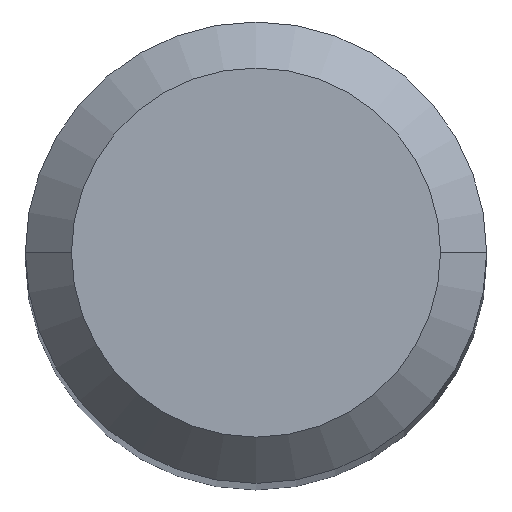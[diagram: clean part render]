
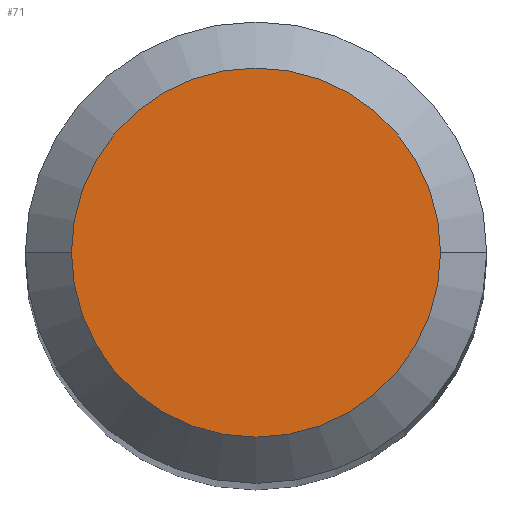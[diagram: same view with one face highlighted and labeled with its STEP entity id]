
A CAD part, top view. The second image highlights one B-rep face of the part: STEP entity #71.
In plain terms, the highlighted planar face has unit normal (0, 0, 1).
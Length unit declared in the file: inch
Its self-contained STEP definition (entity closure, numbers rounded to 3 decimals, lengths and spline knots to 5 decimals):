
#2 = DIRECTION ( 'NONE',  ( 1., 0., 0. ) ) ;
#23 = CARTESIAN_POINT ( 'NONE',  ( 0., 0., 0. ) ) ;
#43 = CARTESIAN_POINT ( 'NONE',  ( 0., 0., 0. ) ) ;
#56 = CARTESIAN_POINT ( 'NONE',  ( -0.04724, 0., 0. ) ) ;
#71 = ADVANCED_FACE ( 'NONE', ( #414 ), #382, .F. ) ;
#91 = VERTEX_POINT ( 'NONE', #56 ) ;
#110 = DIRECTION ( 'NONE',  ( 0., 0., 1. ) ) ;
#123 = DIRECTION ( 'NONE',  ( -1., 0., 0. ) ) ;
#137 = AXIS2_PLACEMENT_3D ( 'NONE', #43, #200, #123 ) ;
#200 = DIRECTION ( 'NONE',  ( 0., 0., -1. ) ) ;
#221 = ORIENTED_EDGE ( 'NONE', *, *, #272, .T. ) ;
#224 = CARTESIAN_POINT ( 'NONE',  ( 0.04724, 0., 0. ) ) ;
#249 = ORIENTED_EDGE ( 'NONE', *, *, #454, .T. ) ;
#265 = DIRECTION ( 'NONE',  ( 1., 0., 0. ) ) ;
#272 = EDGE_CURVE ( 'NONE', #394, #91, #284, .T. ) ;
#284 = CIRCLE ( 'NONE', #368, 0.04724 ) ;
#319 = AXIS2_PLACEMENT_3D ( 'NONE', #449, #110, #265 ) ;
#347 = EDGE_LOOP ( 'NONE', ( #249, #221 ) ) ;
#368 = AXIS2_PLACEMENT_3D ( 'NONE', #23, #480, #2 ) ;
#382 = PLANE ( 'NONE',  #137 ) ;
#394 = VERTEX_POINT ( 'NONE', #224 ) ;
#414 = FACE_OUTER_BOUND ( 'NONE', #347, .T. ) ;
#449 = CARTESIAN_POINT ( 'NONE',  ( 0., 0., 0. ) ) ;
#454 = EDGE_CURVE ( 'NONE', #91, #394, #490, .T. ) ;
#480 = DIRECTION ( 'NONE',  ( 0., 0., 1. ) ) ;
#490 = CIRCLE ( 'NONE', #319, 0.04724 ) ;
